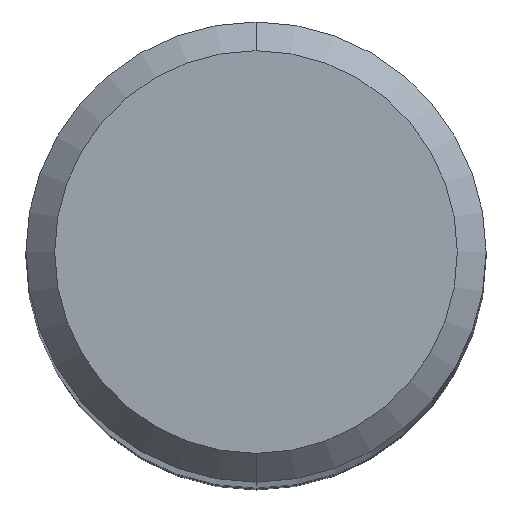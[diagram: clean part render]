
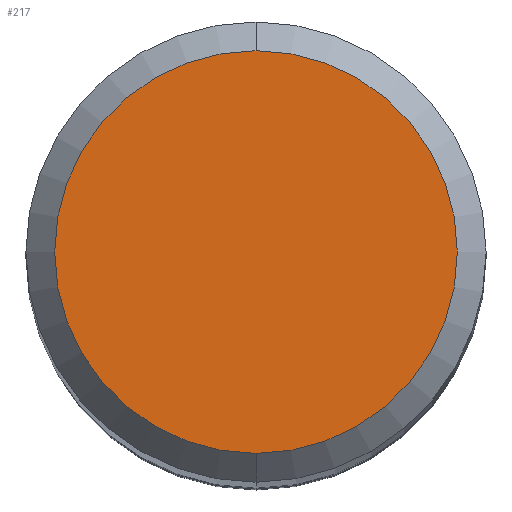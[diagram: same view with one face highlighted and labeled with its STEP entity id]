
A CAD part, top view. The second image highlights one B-rep face of the part: STEP entity #217.
In plain terms, the highlighted planar face has unit normal (0, 0, 1).
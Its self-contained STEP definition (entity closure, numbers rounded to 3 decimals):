
#209=VERTEX_POINT('',#445);
#217=ADVANCED_FACE('',(#455),#456,.T.);
#261=EDGE_CURVE('',#319,#209,#508,.T.);
#299=EDGE_CURVE('',#209,#319,#550,.T.);
#319=VERTEX_POINT('',#572);
#445=CARTESIAN_POINT('',(0.,-2.8,0.0));
#455=FACE_OUTER_BOUND('',#734,.T.);
#456=PLANE('',#735);
#508=CIRCLE('',#799,2.8);
#550=CIRCLE('',#856,2.8);
#572=CARTESIAN_POINT('',(0.0,2.8,0.0));
#734=EDGE_LOOP('',(#1033,#1034));
#735=AXIS2_PLACEMENT_3D('',#1035,#1036,#1037);
#799=AXIS2_PLACEMENT_3D('',#1107,#1108,#1109);
#856=AXIS2_PLACEMENT_3D('',#1156,#1157,#1158);
#1033=ORIENTED_EDGE('',*,*,#261,.F.);
#1034=ORIENTED_EDGE('',*,*,#299,.F.);
#1035=CARTESIAN_POINT('',(0.0,1.4,0.0));
#1036=DIRECTION('',(-0.0,0.0,1.0));
#1037=DIRECTION('',(0.0,-1.0,0.0));
#1107=CARTESIAN_POINT('',(0.0,0.0,0.0));
#1108=DIRECTION('',(0.0,0.0,-1.0));
#1109=DIRECTION('',(0.0,1.0,0.0));
#1156=CARTESIAN_POINT('',(0.0,0.0,0.0));
#1157=DIRECTION('',(0.0,0.0,-1.0));
#1158=DIRECTION('',(0.0,1.0,0.0));
